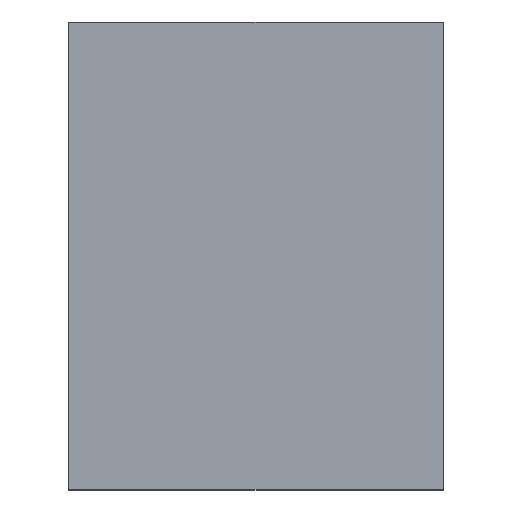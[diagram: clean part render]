
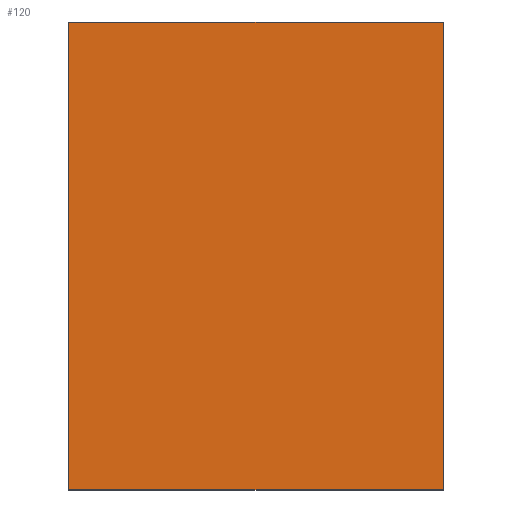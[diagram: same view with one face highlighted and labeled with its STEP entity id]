
A CAD part, top view. The second image highlights one B-rep face of the part: STEP entity #120.
In plain terms, the highlighted planar face has unit normal (0, 0, 1).
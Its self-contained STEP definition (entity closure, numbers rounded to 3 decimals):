
#5 = CARTESIAN_POINT ( 'NONE',  ( -2., -2.5, 0.2 ) ) ;
#10 = LINE ( 'NONE', #5, #138 ) ;
#17 = ORIENTED_EDGE ( 'NONE', *, *, #197, .T. ) ;
#26 = EDGE_CURVE ( 'NONE', #29, #155, #69, .T. ) ;
#29 = VERTEX_POINT ( 'NONE', #149 ) ;
#33 = ORIENTED_EDGE ( 'NONE', *, *, #63, .T. ) ;
#43 = PLANE ( 'NONE',  #105 ) ;
#44 = EDGE_LOOP ( 'NONE', ( #33, #77, #100, #17 ) ) ;
#48 = VERTEX_POINT ( 'NONE', #129 ) ;
#53 = DIRECTION ( 'NONE',  ( 1., 0., 0. ) ) ;
#61 = CARTESIAN_POINT ( 'NONE',  ( 0., 0., 0.2 ) ) ;
#63 = EDGE_CURVE ( 'NONE', #172, #48, #90, .T. ) ;
#69 = LINE ( 'NONE', #182, #80 ) ;
#76 = DIRECTION ( 'NONE',  ( 0., -1., 0. ) ) ;
#77 = ORIENTED_EDGE ( 'NONE', *, *, #141, .T. ) ;
#80 = VECTOR ( 'NONE', #53, 1000. ) ;
#86 = DIRECTION ( 'NONE',  ( -1., 0., 0. ) ) ;
#90 = LINE ( 'NONE', #110, #184 ) ;
#97 = DIRECTION ( 'NONE',  ( 0., 0., 1. ) ) ;
#100 = ORIENTED_EDGE ( 'NONE', *, *, #26, .T. ) ;
#105 = AXIS2_PLACEMENT_3D ( 'NONE', #61, #97, #152 ) ;
#110 = CARTESIAN_POINT ( 'NONE',  ( -2., 2.5, 0.2 ) ) ;
#118 = CARTESIAN_POINT ( 'NONE',  ( 2., -2.5, 0.2 ) ) ;
#120 = ADVANCED_FACE ( 'NONE', ( #154 ), #43, .T. ) ;
#129 = CARTESIAN_POINT ( 'NONE',  ( -2., 2.5, 0.2 ) ) ;
#138 = VECTOR ( 'NONE', #76, 1000. ) ;
#141 = EDGE_CURVE ( 'NONE', #48, #29, #10, .T. ) ;
#144 = VECTOR ( 'NONE', #165, 1000. ) ;
#149 = CARTESIAN_POINT ( 'NONE',  ( -2., -2.5, 0.2 ) ) ;
#152 = DIRECTION ( 'NONE',  ( 1., 0., 0. ) ) ;
#154 = FACE_OUTER_BOUND ( 'NONE', #44, .T. ) ;
#155 = VERTEX_POINT ( 'NONE', #118 ) ;
#165 = DIRECTION ( 'NONE',  ( 0., 1., 0. ) ) ;
#172 = VERTEX_POINT ( 'NONE', #228 ) ;
#182 = CARTESIAN_POINT ( 'NONE',  ( -2., -2.5, 0.2 ) ) ;
#184 = VECTOR ( 'NONE', #86, 1000. ) ;
#185 = LINE ( 'NONE', #186, #144 ) ;
#186 = CARTESIAN_POINT ( 'NONE',  ( 2., -2.5, 0.2 ) ) ;
#197 = EDGE_CURVE ( 'NONE', #155, #172, #185, .T. ) ;
#228 = CARTESIAN_POINT ( 'NONE',  ( 2., 2.5, 0.2 ) ) ;
